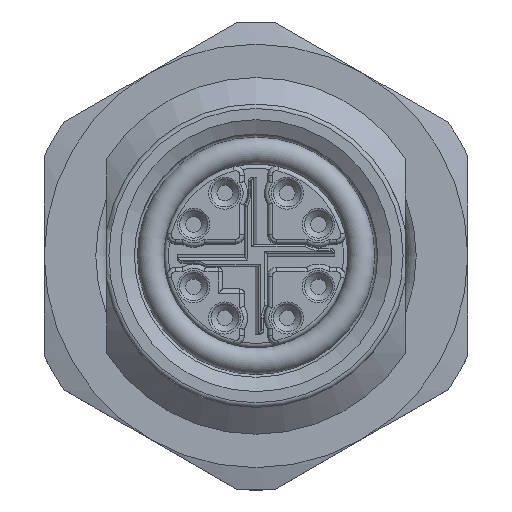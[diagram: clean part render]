
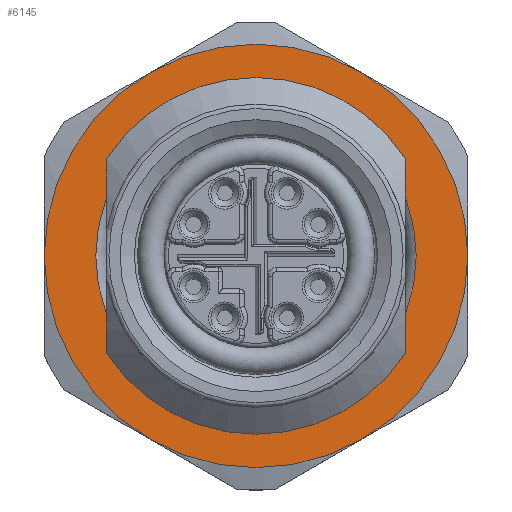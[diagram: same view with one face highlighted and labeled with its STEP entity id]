
A CAD part, top view. The second image highlights one B-rep face of the part: STEP entity #6145.
In plain terms, the highlighted planar face has unit normal (0, 0, 1).
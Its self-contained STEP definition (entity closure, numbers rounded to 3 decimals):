
#967=PLANE('',#7894);
#2354=EDGE_LOOP('',(#4222));
#2355=EDGE_LOOP('',(#4223,#4224,#4225,#4226,#4227,#4228));
#4222=ORIENTED_EDGE('',*,*,#5244,.T.);
#4223=ORIENTED_EDGE('',*,*,#5245,.T.);
#4224=ORIENTED_EDGE('',*,*,#5246,.T.);
#4225=ORIENTED_EDGE('',*,*,#5247,.T.);
#4226=ORIENTED_EDGE('',*,*,#5248,.T.);
#4227=ORIENTED_EDGE('',*,*,#5249,.T.);
#4228=ORIENTED_EDGE('',*,*,#5250,.T.);
#5244=EDGE_CURVE('',#7050,#7050,#5667,.T.);
#5245=EDGE_CURVE('',#7051,#7052,#5668,.T.);
#5246=EDGE_CURVE('',#7052,#7053,#5669,.T.);
#5247=EDGE_CURVE('',#7053,#7054,#5670,.T.);
#5248=EDGE_CURVE('',#7054,#7055,#5671,.T.);
#5249=EDGE_CURVE('',#7055,#7056,#5672,.T.);
#5250=EDGE_CURVE('',#7056,#7051,#5673,.T.);
#5667=CIRCLE('',#7887,7.188);
#5668=CIRCLE('',#7888,9.5);
#5669=CIRCLE('',#7889,9.5);
#5670=CIRCLE('',#7890,9.5);
#5671=CIRCLE('',#7891,9.5);
#5672=CIRCLE('',#7892,9.5);
#5673=CIRCLE('',#7893,9.5);
#6145=ADVANCED_FACE('',(#6423,#6424),#967,.T.);
#6423=FACE_BOUND('',#2354,.T.);
#6424=FACE_BOUND('',#2355,.T.);
#7050=VERTEX_POINT('',#13749);
#7051=VERTEX_POINT('',#13751);
#7052=VERTEX_POINT('',#13752);
#7053=VERTEX_POINT('',#13754);
#7054=VERTEX_POINT('',#13756);
#7055=VERTEX_POINT('',#13758);
#7056=VERTEX_POINT('',#13760);
#7887=AXIS2_PLACEMENT_3D('',#13748,#9950,#9951);
#7888=AXIS2_PLACEMENT_3D('',#13750,#9952,#9953);
#7889=AXIS2_PLACEMENT_3D('',#13753,#9954,#9955);
#7890=AXIS2_PLACEMENT_3D('',#13755,#9956,#9957);
#7891=AXIS2_PLACEMENT_3D('',#13757,#9958,#9959);
#7892=AXIS2_PLACEMENT_3D('',#13759,#9960,#9961);
#7893=AXIS2_PLACEMENT_3D('',#13761,#9962,#9963);
#7894=AXIS2_PLACEMENT_3D('',#13762,#9964,#9965);
#9950=DIRECTION('',(0.,0.,-1.));
#9951=DIRECTION('',(-1.,0.,0.));
#9952=DIRECTION('',(0.,0.,1.));
#9953=DIRECTION('',(1.,0.,0.));
#9954=DIRECTION('',(0.,0.,1.));
#9955=DIRECTION('',(1.,0.,0.));
#9956=DIRECTION('',(0.,0.,1.));
#9957=DIRECTION('',(1.,0.,0.));
#9958=DIRECTION('',(0.,0.,1.));
#9959=DIRECTION('',(1.,0.,0.));
#9960=DIRECTION('',(0.,0.,1.));
#9961=DIRECTION('',(1.,0.,0.));
#9962=DIRECTION('',(0.,0.,1.));
#9963=DIRECTION('',(1.,0.,0.));
#9964=DIRECTION('',(0.,0.,1.));
#9965=DIRECTION('',(1.,0.,0.));
#13748=CARTESIAN_POINT('',(0.,0.,1.62));
#13749=CARTESIAN_POINT('',(-7.188,0.,1.62));
#13750=CARTESIAN_POINT('',(0.,0.,1.62));
#13751=CARTESIAN_POINT('',(-4.75,-8.227,1.62));
#13752=CARTESIAN_POINT('',(4.75,-8.227,1.62));
#13753=CARTESIAN_POINT('',(0.,0.,1.62));
#13754=CARTESIAN_POINT('',(9.5,0.,1.62));
#13755=CARTESIAN_POINT('',(0.,0.,1.62));
#13756=CARTESIAN_POINT('',(4.75,8.227,1.62));
#13757=CARTESIAN_POINT('',(0.,0.,1.62));
#13758=CARTESIAN_POINT('',(-4.75,8.227,1.62));
#13759=CARTESIAN_POINT('',(0.,0.,1.62));
#13760=CARTESIAN_POINT('',(-9.5,0.,1.62));
#13761=CARTESIAN_POINT('',(0.,0.,1.62));
#13762=CARTESIAN_POINT('',(0.,0.,1.62));
